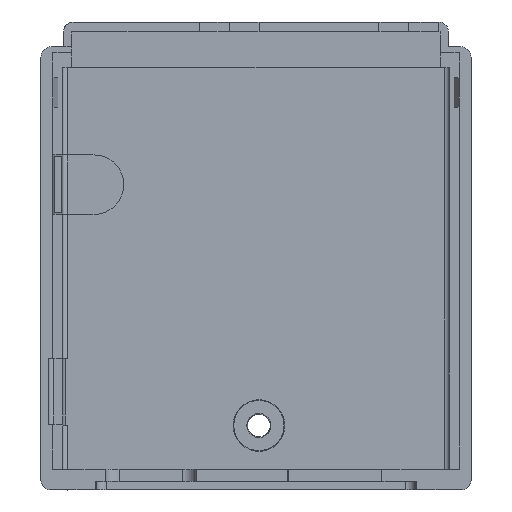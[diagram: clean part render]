
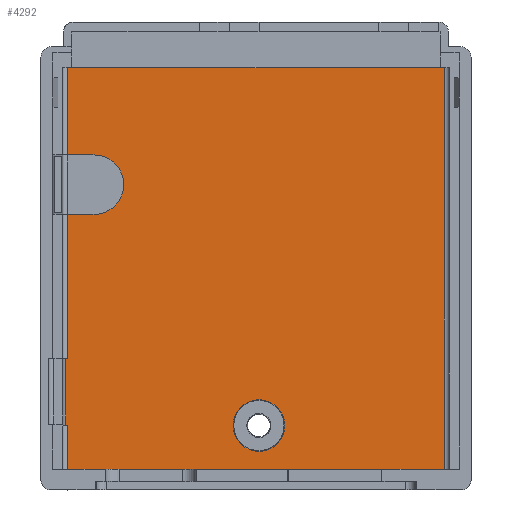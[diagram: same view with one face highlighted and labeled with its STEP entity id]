
A CAD part, top view. The second image highlights one B-rep face of the part: STEP entity #4292.
In plain terms, the highlighted planar face has unit normal (0, 0, 1).
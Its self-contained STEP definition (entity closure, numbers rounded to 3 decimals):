
#392=DIRECTION('',(-1.,0.,0.));
#393=VECTOR('',#392,38.);
#394=CARTESIAN_POINT('',(40.705,42.6,-6.9));
#395=LINE('',#394,#393);
#405=DIRECTION('',(0.,-1.,0.));
#406=VECTOR('',#405,6.7);
#407=CARTESIAN_POINT('',(2.505,13.25,-6.9));
#408=LINE('',#407,#406);
#409=DIRECTION('',(-1.,0.,0.));
#410=VECTOR('',#409,0.2);
#411=CARTESIAN_POINT('',(2.705,13.25,-6.9));
#412=LINE('',#411,#410);
#413=DIRECTION('',(0.,1.,0.));
#414=VECTOR('',#413,14.55);
#415=CARTESIAN_POINT('',(2.705,13.25,-6.9));
#416=LINE('',#415,#414);
#417=DIRECTION('',(1.,0.,0.));
#418=VECTOR('',#417,2.658);
#419=CARTESIAN_POINT('',(2.705,27.8,-6.9));
#420=LINE('',#419,#418);
#421=CARTESIAN_POINT('',(5.363,30.8,-6.9));
#422=DIRECTION('',(0.,0.,1.));
#423=DIRECTION('',(0.,-1.,0.));
#424=AXIS2_PLACEMENT_3D('',#421,#422,#423);
#426=DIRECTION('',(1.,0.,0.));
#427=VECTOR('',#426,2.658);
#428=CARTESIAN_POINT('',(2.705,33.8,-6.9));
#429=LINE('',#428,#427);
#430=DIRECTION('',(0.,1.,0.));
#431=VECTOR('',#430,8.8);
#432=CARTESIAN_POINT('',(2.705,33.8,-6.9));
#433=LINE('',#432,#431);
#434=DIRECTION('',(0.,-1.,0.));
#435=VECTOR('',#434,40.5);
#436=CARTESIAN_POINT('',(40.705,42.6,-6.9));
#437=LINE('',#436,#435);
#438=DIRECTION('',(-1.,0.,0.));
#439=VECTOR('',#438,38.);
#440=CARTESIAN_POINT('',(40.705,2.1,-6.9));
#441=LINE('',#440,#439);
#442=DIRECTION('',(0.,1.,0.));
#443=VECTOR('',#442,4.45);
#444=CARTESIAN_POINT('',(2.705,2.1,-6.9));
#445=LINE('',#444,#443);
#446=DIRECTION('',(-1.,0.,0.));
#447=VECTOR('',#446,0.2);
#448=CARTESIAN_POINT('',(2.705,6.55,-6.9));
#449=LINE('',#448,#447);
#450=CARTESIAN_POINT('',(22.,6.5,-6.9));
#451=DIRECTION('',(0.,0.,1.));
#452=DIRECTION('',(1.,0.,0.));
#453=AXIS2_PLACEMENT_3D('',#450,#451,#452);
#455=CARTESIAN_POINT('',(22.,6.5,-6.9));
#456=DIRECTION('',(0.,0.,1.));
#457=DIRECTION('',(-1.,0.,0.));
#458=AXIS2_PLACEMENT_3D('',#455,#456,#457);
#3095=CARTESIAN_POINT('',(5.363,27.8,-6.9));
#3096=CARTESIAN_POINT('',(5.363,33.8,-6.9));
#3097=VERTEX_POINT('',#3095);
#3098=VERTEX_POINT('',#3096);
#3100=CARTESIAN_POINT('',(2.705,42.6,-6.9));
#3102=VERTEX_POINT('',#3100);
#3103=CARTESIAN_POINT('',(2.705,33.8,-6.9));
#3104=VERTEX_POINT('',#3103);
#3108=CARTESIAN_POINT('',(40.705,2.1,-6.9));
#3110=VERTEX_POINT('',#3108);
#3111=CARTESIAN_POINT('',(40.705,42.6,-6.9));
#3112=VERTEX_POINT('',#3111);
#3115=CARTESIAN_POINT('',(2.705,13.25,-6.9));
#3116=CARTESIAN_POINT('',(2.705,27.8,-6.9));
#3117=VERTEX_POINT('',#3115);
#3118=VERTEX_POINT('',#3116);
#3123=CARTESIAN_POINT('',(2.705,2.1,-6.9));
#3124=CARTESIAN_POINT('',(2.705,6.55,-6.9));
#3125=VERTEX_POINT('',#3123);
#3126=VERTEX_POINT('',#3124);
#3135=CARTESIAN_POINT('',(2.505,13.25,-6.9));
#3136=CARTESIAN_POINT('',(2.505,6.55,-6.9));
#3137=VERTEX_POINT('',#3135);
#3138=VERTEX_POINT('',#3136);
#3151=CARTESIAN_POINT('',(24.6,6.5,-6.9));
#3152=CARTESIAN_POINT('',(19.4,6.5,-6.9));
#3153=VERTEX_POINT('',#3151);
#3154=VERTEX_POINT('',#3152);
#4258=CARTESIAN_POINT('',(21.705,23.1,-6.9));
#4259=DIRECTION('',(0.,0.,1.));
#4260=DIRECTION('',(1.,0.,0.));
#4261=AXIS2_PLACEMENT_3D('',#4258,#4259,#4260);
#4262=PLANE('',#4261);
#4264=ORIENTED_EDGE('',*,*,#4263,.F.);
#4266=ORIENTED_EDGE('',*,*,#4265,.F.);
#4268=ORIENTED_EDGE('',*,*,#4267,.T.);
#4270=ORIENTED_EDGE('',*,*,#4269,.T.);
#4272=ORIENTED_EDGE('',*,*,#4271,.T.);
#4274=ORIENTED_EDGE('',*,*,#4273,.F.);
#4276=ORIENTED_EDGE('',*,*,#4275,.T.);
#4277=ORIENTED_EDGE('',*,*,#4224,.F.);
#4278=ORIENTED_EDGE('',*,*,#4250,.T.);
#4279=ORIENTED_EDGE('',*,*,#3908,.T.);
#4281=ORIENTED_EDGE('',*,*,#4280,.T.);
#4283=ORIENTED_EDGE('',*,*,#4282,.T.);
#4284=EDGE_LOOP('',(#4264,#4266,#4268,#4270,#4272,#4274,#4276,#4277,#4278,#4279,
#4281,#4283));
#4285=FACE_OUTER_BOUND('',#4284,.F.);
#4287=ORIENTED_EDGE('',*,*,#4286,.T.);
#4289=ORIENTED_EDGE('',*,*,#4288,.T.);
#4290=EDGE_LOOP('',(#4287,#4289));
#4291=FACE_BOUND('',#4290,.F.);
#4292=ADVANCED_FACE('',(#4285,#4291),#4262,.T.);
#425=CIRCLE('',#424,3.);
#454=CIRCLE('',#453,2.6);
#459=CIRCLE('',#458,2.6);
#3908=EDGE_CURVE('',#3110,#3125,#441,.T.);
#4224=EDGE_CURVE('',#3112,#3102,#395,.T.);
#4250=EDGE_CURVE('',#3112,#3110,#437,.T.);
#4263=EDGE_CURVE('',#3137,#3138,#408,.T.);
#4265=EDGE_CURVE('',#3117,#3137,#412,.T.);
#4267=EDGE_CURVE('',#3117,#3118,#416,.T.);
#4269=EDGE_CURVE('',#3118,#3097,#420,.T.);
#4271=EDGE_CURVE('',#3097,#3098,#425,.T.);
#4273=EDGE_CURVE('',#3104,#3098,#429,.T.);
#4275=EDGE_CURVE('',#3104,#3102,#433,.T.);
#4280=EDGE_CURVE('',#3125,#3126,#445,.T.);
#4282=EDGE_CURVE('',#3126,#3138,#449,.T.);
#4286=EDGE_CURVE('',#3153,#3154,#454,.T.);
#4288=EDGE_CURVE('',#3154,#3153,#459,.T.);
